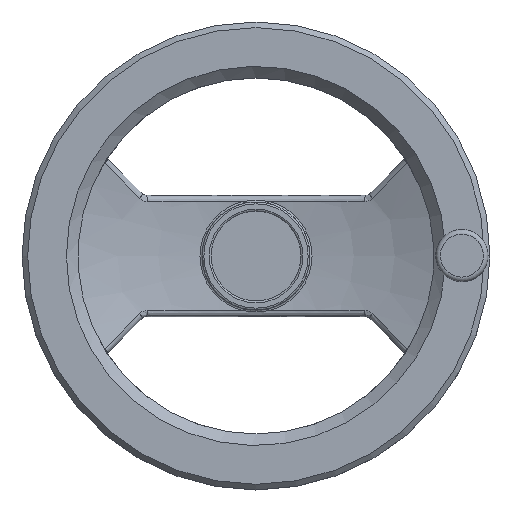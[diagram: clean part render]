
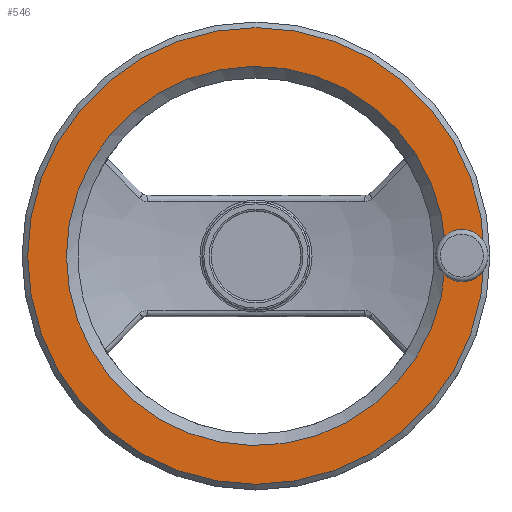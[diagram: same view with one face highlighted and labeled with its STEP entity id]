
A CAD part, top view. The second image highlights one B-rep face of the part: STEP entity #546.
In plain terms, the highlighted planar face has unit normal (0, 0, 1).
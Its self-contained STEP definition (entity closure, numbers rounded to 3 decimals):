
#546 = ADVANCED_FACE( '', ( #1174, #1175 ), #1176, .F. );
#1174 = FACE_OUTER_BOUND( '', #4976, .T. );
#1175 = FACE_BOUND( '', #4977, .T. );
#1176 = PLANE( '', #4978 );
#4976 = EDGE_LOOP( '', ( #6960 ) );
#4977 = EDGE_LOOP( '', ( #6961, #6962 ) );
#4978 = AXIS2_PLACEMENT_3D( '', #6963, #6964, #6965 );
#6960 = ORIENTED_EDGE( '', *, *, #7376, .T. );
#6961 = ORIENTED_EDGE( '', *, *, #7360, .F. );
#6962 = ORIENTED_EDGE( '', *, *, #7613, .T. );
#6963 = CARTESIAN_POINT( '', ( 0., 125., 53. ) );
#6964 = DIRECTION( '', ( 0., 0., -1. ) );
#6965 = DIRECTION( '', ( -1., 0., 0. ) );
#7360 = EDGE_CURVE( '', #7981, #7980, #8052, .T. );
#7376 = EDGE_CURVE( '', #8078, #8078, #8079, .F. );
#7613 = EDGE_CURVE( '', #7981, #7980, #8391, .F. );
#7980 = VERTEX_POINT( '', #9881 );
#7981 = VERTEX_POINT( '', #9882 );
#8052 = CIRCLE( '', #10229, 101.3 );
#8078 = VERTEX_POINT( '', #10273 );
#8079 = CIRCLE( '', #10274, 122. );
#8391 = CIRCLE( '', #11377, 10. );
#9881 = CARTESIAN_POINT( '', ( 101.19, -4.73, 53. ) );
#9882 = CARTESIAN_POINT( '', ( 101.19, 4.73, 53. ) );
#10229 = AXIS2_PLACEMENT_3D( '', #11851, #11852, #11853 );
#10273 = CARTESIAN_POINT( '', ( -122., 0., 53. ) );
#10274 = AXIS2_PLACEMENT_3D( '', #11874, #11875, #11876 );
#11377 = AXIS2_PLACEMENT_3D( '', #12110, #12111, #12112 );
#11851 = CARTESIAN_POINT( '', ( 0., 0., 53. ) );
#11852 = DIRECTION( '', ( 0., 0., 1. ) );
#11853 = DIRECTION( '', ( 1., 0., 0. ) );
#11874 = CARTESIAN_POINT( '', ( 0., 0., 53. ) );
#11875 = DIRECTION( '', ( 0., 0., -1. ) );
#11876 = DIRECTION( '', ( -1., 0., 0. ) );
#12110 = CARTESIAN_POINT( '', ( 110., 0., 53. ) );
#12111 = DIRECTION( '', ( 0., 0., 1. ) );
#12112 = DIRECTION( '', ( 0., 1., 0. ) );
